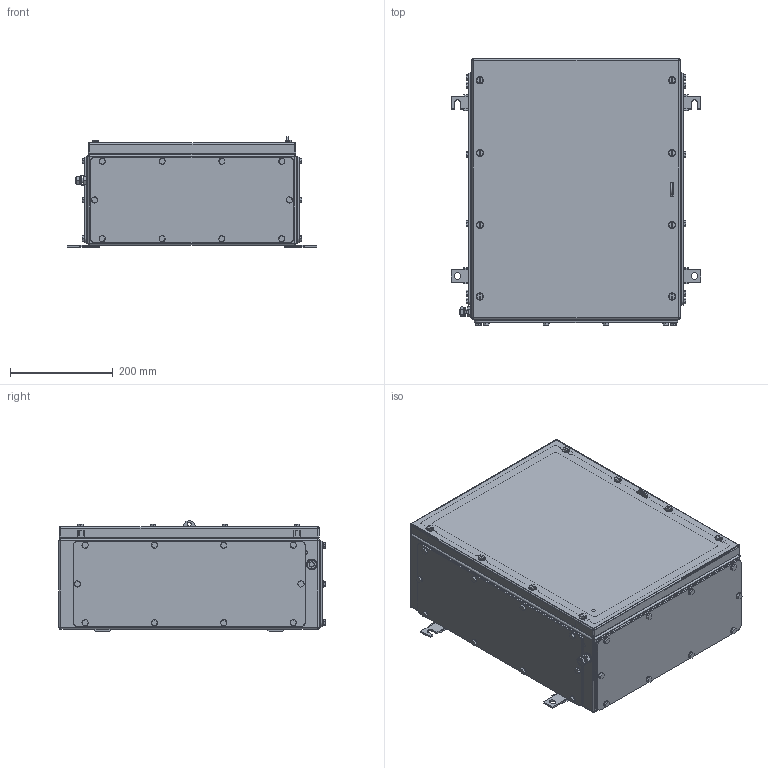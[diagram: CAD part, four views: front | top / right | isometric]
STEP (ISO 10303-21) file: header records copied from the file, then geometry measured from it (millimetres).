
FILE_DESCRIPTION(('CATIA V5 STEP Exchange','CAx-IF Rec.Pracs.--- Model Styling and Organization---1.4--- 2014-01-23'),'2;1');
FILE_NAME ('1523461-3_1_8000108851_8000108851_KTB_MH_504020_S4E3_LD.stp','2023-10-04T08:52:23+00:00',('none'),('Weidmueller'),'CATIA Version 5-6 Release 2016 SP3 HF44','CATIA V5 STEP AP214','none');
FILE_SCHEMA(('AUTOMOTIVE_DESIGN { 1 0 10303 214 1 1 1 1 }'));
Products named in the file (1): 8000108851 KTB MH 504020 S4E3
Bounding box: 487 x 519 x 215 mm (x, y, z)
Volume: 2038113.4 mm3; surface area: 2115673.5 mm2
Topology: 86 solids, 87 shells, 2784 faces, 7044 edges, 4529 vertices
Faces by surface type: cylinder 1188, plane 1176, cone 264, bspline 128, torus 20, sphere 8
Entity records: 96855 total; most frequent: CARTESIAN_POINT 33009, ORIENTED_EDGE 13872, DIRECTION 10932, EDGE_CURVE 6936, AXIS2_PLACEMENT_3D 4542, VERTEX_POINT 4529, VECTOR 3753, LINE 3753
